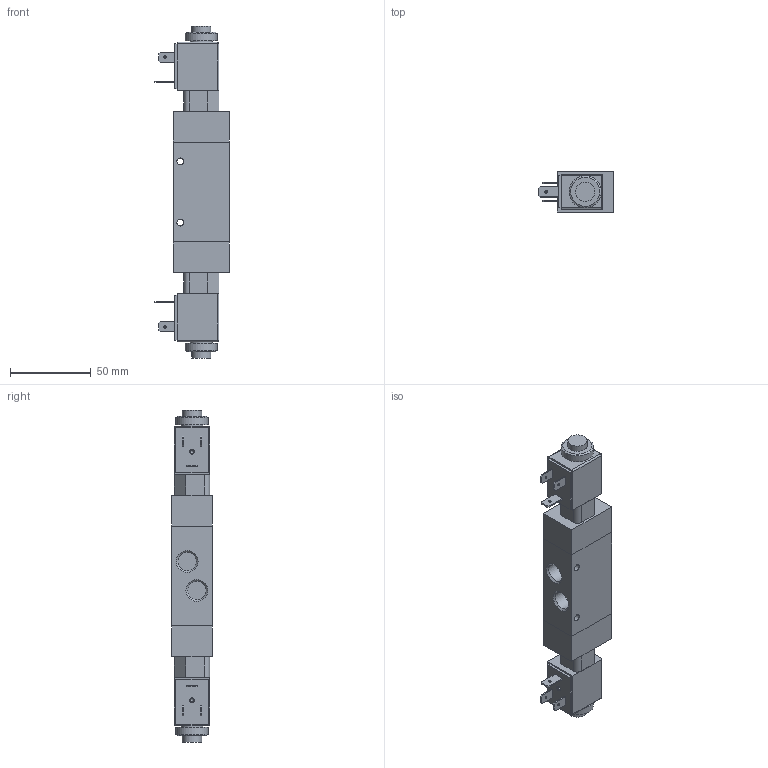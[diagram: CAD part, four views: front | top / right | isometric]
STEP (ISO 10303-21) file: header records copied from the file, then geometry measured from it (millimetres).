
FILE_DESCRIPTION((''),'2;1');
FILE_NAME('484_53_##_0_0_M#.stp','2006-11-25T09:17:39',('rivolro1'),(''),'Autodesk Inventor 11','Autodesk Inventor 11','');
FILE_SCHEMA(('AUTOMOTIVE_DESIGN { 1 0 10303 214 1 1 1 1 }'));
Length unit declared in the file: millimetre
Products named in the file (3): 484_53_##_0_0_M#; MB
Assembly tree (3 placements, depth 2):
  484_53_##_0_0_M#
    484_53_##_0_0_M#
    MB  x2
Bounding box: 46.5 x 25 x 206 mm (x, y, z)
Volume: 133620 mm3; surface area: 33015.3 mm2
Topology: 3 solids, 3 shells, 193 faces, 427 edges, 275 vertices
Faces by surface type: plane 94, bspline 64, cylinder 29, sphere 4, cone 2
Full cylindrical faces by diameter (mm): 4.25 x2, 7.4 x1, 7.8 x1, 8 x1, 8.2 x2, 9.8 x1, 10.1 x1, 10.2 x2, 10.7 x1, 12 x1, 13.5 x1, 16.2 x2, 20 x1
Entity records: 4079 total; most frequent: CARTESIAN_POINT 1202, DIRECTION 529, ORIENTED_EDGE 506, EDGE_CURVE 253, EDGE_LOOP 233, VERTEX_POINT 192, AXIS2_PLACEMENT_3D 185, VECTOR 159
